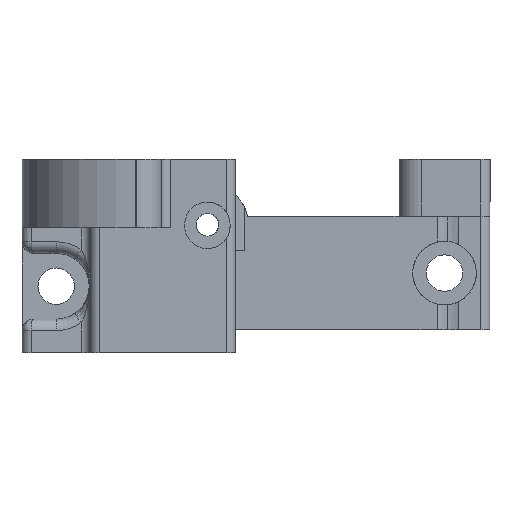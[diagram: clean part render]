
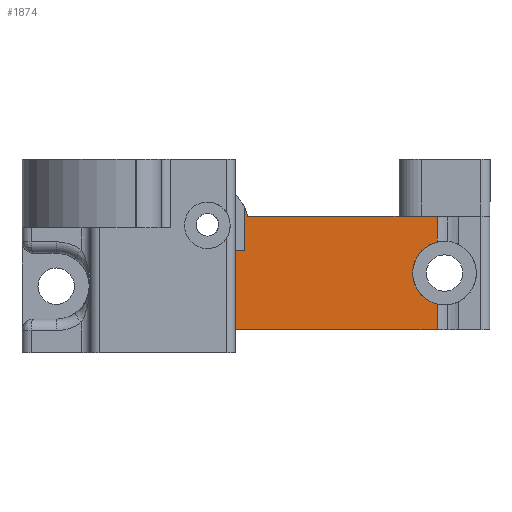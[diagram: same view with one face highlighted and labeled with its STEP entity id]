
A CAD part, left-side view. The second image highlights one B-rep face of the part: STEP entity #1874.
In plain terms, the highlighted planar face has unit normal (-1, 0, 0).
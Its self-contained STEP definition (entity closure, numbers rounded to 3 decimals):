
#90 = DIRECTION ( 'NONE',  ( 0., 0., -1. ) ) ;
#160 = CARTESIAN_POINT ( 'NONE',  ( 7.2, 0., 9. ) ) ;
#293 = VERTEX_POINT ( 'NONE', #2942 ) ;
#411 = CARTESIAN_POINT ( 'NONE',  ( 7.2, -22.35, 7. ) ) ;
#502 = DIRECTION ( 'NONE',  ( 0., 1., 0. ) ) ;
#535 = EDGE_CURVE ( 'NONE', #2908, #892, #5209, .T. ) ;
#719 = EDGE_CURVE ( 'NONE', #1098, #2414, #4588, .T. ) ;
#721 = CARTESIAN_POINT ( 'NONE',  ( 7.2, -25.15, 7. ) ) ;
#771 = DIRECTION ( 'NONE',  ( -1., 0., 0. ) ) ;
#783 = AXIS2_PLACEMENT_3D ( 'NONE', #3742, #1302, #2223 ) ;
#786 = AXIS2_PLACEMENT_3D ( 'NONE', #5463, #6025, #3127 ) ;
#793 = CARTESIAN_POINT ( 'NONE',  ( 7.2, -29.15, 17. ) ) ;
#892 = VERTEX_POINT ( 'NONE', #5419 ) ;
#1000 = CARTESIAN_POINT ( 'NONE',  ( 7.2, -24.497, 12. ) ) ;
#1098 = VERTEX_POINT ( 'NONE', #2032 ) ;
#1172 = VECTOR ( 'NONE', #3149, 1000. ) ;
#1302 = DIRECTION ( 'NONE',  ( 1., 0., 0. ) ) ;
#1364 = VECTOR ( 'NONE', #3701, 1000. ) ;
#1388 = VERTEX_POINT ( 'NONE', #6178 ) ;
#1395 = EDGE_CURVE ( 'NONE', #293, #4805, #3727, .T. ) ;
#1455 = CIRCLE ( 'NONE', #4663, 2.8 ) ;
#1468 = VECTOR ( 'NONE', #5433, 1000. ) ;
#1487 = VERTEX_POINT ( 'NONE', #5335 ) ;
#1498 = VERTEX_POINT ( 'NONE', #3942 ) ;
#1641 = CARTESIAN_POINT ( 'NONE',  ( 7.2, -25.15, 7. ) ) ;
#1712 = LINE ( 'NONE', #5546, #1172 ) ;
#1747 = FACE_OUTER_BOUND ( 'NONE', #2315, .T. ) ;
#1778 = CIRCLE ( 'NONE', #786, 0.8 ) ;
#1834 = EDGE_CURVE ( 'NONE', #5151, #892, #1778, .T. ) ;
#1840 = LINE ( 'NONE', #2275, #1364 ) ;
#1874 = ADVANCED_FACE ( 'NONE', ( #1747 ), #4202, .T. ) ;
#1981 = CARTESIAN_POINT ( 'NONE',  ( 7.2, -4.617, 1.2 ) ) ;
#2032 = CARTESIAN_POINT ( 'NONE',  ( 7.2, -7.592, 12.705 ) ) ;
#2124 = EDGE_CURVE ( 'NONE', #2414, #1487, #2596, .T. ) ;
#2141 = DIRECTION ( 'NONE',  ( 0., -1., 0. ) ) ;
#2177 = DIRECTION ( 'NONE',  ( -1., 0., 0. ) ) ;
#2223 = DIRECTION ( 'NONE',  ( 0., 1., 0. ) ) ;
#2275 = CARTESIAN_POINT ( 'NONE',  ( 7.2, -7.592, 9. ) ) ;
#2306 = DIRECTION ( 'NONE',  ( 0., -1., 0. ) ) ;
#2315 = EDGE_LOOP ( 'NONE', ( #3355, #4603, #5062, #4136, #2503, #4509, #6098, #4595, #5932, #3678, #4743, #3543 ) ) ;
#2409 = EDGE_CURVE ( 'NONE', #2753, #1388, #3565, .T. ) ;
#2414 = VERTEX_POINT ( 'NONE', #4975 ) ;
#2503 = ORIENTED_EDGE ( 'NONE', *, *, #1395, .T. ) ;
#2596 = LINE ( 'NONE', #5014, #6079 ) ;
#2604 = LINE ( 'NONE', #3946, #5072 ) ;
#2626 = DIRECTION ( 'NONE',  ( 0., -1., 0. ) ) ;
#2677 = VERTEX_POINT ( 'NONE', #5745 ) ;
#2752 = EDGE_CURVE ( 'NONE', #1098, #2677, #1840, .T. ) ;
#2753 = VERTEX_POINT ( 'NONE', #411 ) ;
#2802 = VECTOR ( 'NONE', #502, 1000. ) ;
#2908 = VERTEX_POINT ( 'NONE', #5736 ) ;
#2910 = DIRECTION ( 'NONE',  ( 0., 0., 1. ) ) ;
#2941 = LINE ( 'NONE', #160, #1468 ) ;
#2942 = CARTESIAN_POINT ( 'NONE',  ( 7.2, -24.497, 9.723 ) ) ;
#3086 = EDGE_CURVE ( 'NONE', #1487, #4805, #1712, .T. ) ;
#3127 = DIRECTION ( 'NONE',  ( 0., -1., 0. ) ) ;
#3149 = DIRECTION ( 'NONE',  ( 0., -1., 0. ) ) ;
#3166 = EDGE_CURVE ( 'NONE', #293, #2753, #1455, .T. ) ;
#3355 = ORIENTED_EDGE ( 'NONE', *, *, #535, .F. ) ;
#3431 = EDGE_CURVE ( 'NONE', #1498, #5151, #5889, .T. ) ;
#3500 = CARTESIAN_POINT ( 'NONE',  ( 7.2, -4.617, 17. ) ) ;
#3543 = ORIENTED_EDGE ( 'NONE', *, *, #1834, .T. ) ;
#3565 = CIRCLE ( 'NONE', #4380, 2.8 ) ;
#3577 = VECTOR ( 'NONE', #2910, 1000. ) ;
#3678 = ORIENTED_EDGE ( 'NONE', *, *, #5609, .F. ) ;
#3701 = DIRECTION ( 'NONE',  ( 0., 0., -1. ) ) ;
#3727 = LINE ( 'NONE', #6143, #3577 ) ;
#3742 = CARTESIAN_POINT ( 'NONE',  ( 7.2, -4.3, 11.248 ) ) ;
#3787 = CARTESIAN_POINT ( 'NONE',  ( 7.2, -29.15, 2. ) ) ;
#3942 = CARTESIAN_POINT ( 'NONE',  ( 7.2, -4.617, 9. ) ) ;
#3946 = CARTESIAN_POINT ( 'NONE',  ( 7.2, -24.497, 0. ) ) ;
#4063 = DIRECTION ( 'NONE',  ( 0., -1., 0. ) ) ;
#4114 = DIRECTION ( 'NONE',  ( -1., 0., 0. ) ) ;
#4136 = ORIENTED_EDGE ( 'NONE', *, *, #3166, .F. ) ;
#4202 = PLANE ( 'NONE',  #5871 ) ;
#4253 = EDGE_CURVE ( 'NONE', #2908, #1388, #2604, .T. ) ;
#4261 = VECTOR ( 'NONE', #90, 1000. ) ;
#4380 = AXIS2_PLACEMENT_3D ( 'NONE', #1641, #771, #4063 ) ;
#4509 = ORIENTED_EDGE ( 'NONE', *, *, #3086, .F. ) ;
#4588 = CIRCLE ( 'NONE', #783, 3.6 ) ;
#4595 = ORIENTED_EDGE ( 'NONE', *, *, #719, .F. ) ;
#4603 = ORIENTED_EDGE ( 'NONE', *, *, #4253, .T. ) ;
#4663 = AXIS2_PLACEMENT_3D ( 'NONE', #721, #2177, #2626 ) ;
#4743 = ORIENTED_EDGE ( 'NONE', *, *, #3431, .T. ) ;
#4805 = VERTEX_POINT ( 'NONE', #1000 ) ;
#4975 = CARTESIAN_POINT ( 'NONE',  ( 7.2, -7.821, 12. ) ) ;
#5014 = CARTESIAN_POINT ( 'NONE',  ( 7.2, -29.15, 12. ) ) ;
#5062 = ORIENTED_EDGE ( 'NONE', *, *, #2409, .F. ) ;
#5072 = VECTOR ( 'NONE', #5902, 1000. ) ;
#5151 = VERTEX_POINT ( 'NONE', #1981 ) ;
#5209 = LINE ( 'NONE', #3787, #2802 ) ;
#5335 = CARTESIAN_POINT ( 'NONE',  ( 7.2, -21.15, 12. ) ) ;
#5419 = CARTESIAN_POINT ( 'NONE',  ( 7.2, -5.417, 2. ) ) ;
#5433 = DIRECTION ( 'NONE',  ( 0., -1., 0. ) ) ;
#5463 = CARTESIAN_POINT ( 'NONE',  ( 7.2, -5.417, 1.2 ) ) ;
#5546 = CARTESIAN_POINT ( 'NONE',  ( 7.2, -29.15, 12. ) ) ;
#5609 = EDGE_CURVE ( 'NONE', #1498, #2677, #2941, .T. ) ;
#5736 = CARTESIAN_POINT ( 'NONE',  ( 7.2, -24.497, 2. ) ) ;
#5745 = CARTESIAN_POINT ( 'NONE',  ( 7.2, -7.592, 9. ) ) ;
#5871 = AXIS2_PLACEMENT_3D ( 'NONE', #793, #4114, #2306 ) ;
#5889 = LINE ( 'NONE', #3500, #4261 ) ;
#5902 = DIRECTION ( 'NONE',  ( 0., 0., 1. ) ) ;
#5932 = ORIENTED_EDGE ( 'NONE', *, *, #2752, .T. ) ;
#6025 = DIRECTION ( 'NONE',  ( 1., 0., 0. ) ) ;
#6079 = VECTOR ( 'NONE', #2141, 1000. ) ;
#6098 = ORIENTED_EDGE ( 'NONE', *, *, #2124, .F. ) ;
#6143 = CARTESIAN_POINT ( 'NONE',  ( 7.2, -24.497, 0. ) ) ;
#6178 = CARTESIAN_POINT ( 'NONE',  ( 7.2, -24.497, 4.277 ) ) ;
